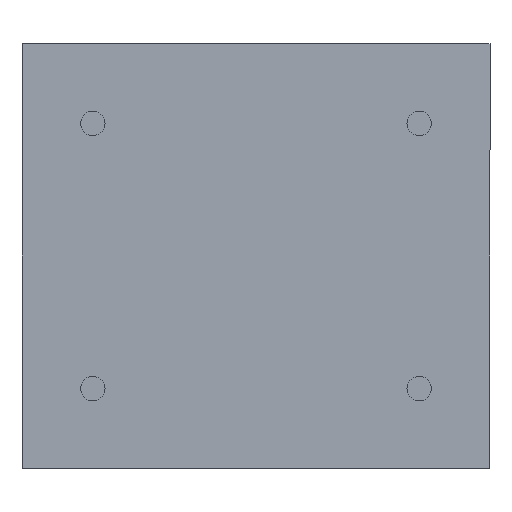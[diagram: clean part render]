
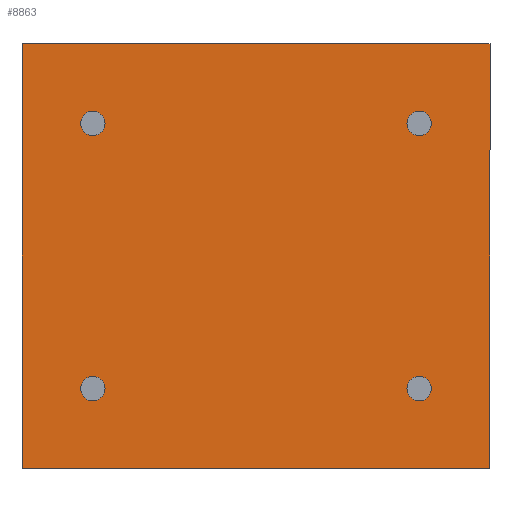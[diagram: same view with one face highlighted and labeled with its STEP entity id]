
A CAD part, front view. The second image highlights one B-rep face of the part: STEP entity #8863.
In plain terms, the highlighted planar face has unit normal (0, -1, 0).
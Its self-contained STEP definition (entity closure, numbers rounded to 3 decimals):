
#88 = FACE_BOUND ( 'NONE', #20402, .T. ) ;
#779 = CIRCLE ( 'NONE', #23052, 0.31 ) ;
#1534 = EDGE_LOOP ( 'NONE', ( #15592, #4937, #4612, #2907 ) ) ;
#1606 = CARTESIAN_POINT ( 'NONE',  ( -5.922, 0., 5.375 ) ) ;
#1607 = DIRECTION ( 'NONE',  ( 0., 0., 1. ) ) ;
#1948 = EDGE_LOOP ( 'NONE', ( #5491, #8608 ) ) ;
#2298 = CIRCLE ( 'NONE', #19378, 0.31 ) ;
#2354 = VERTEX_POINT ( 'NONE', #21815 ) ;
#2359 = DIRECTION ( 'NONE',  ( 0., 0., 1. ) ) ;
#2364 = LINE ( 'NONE', #8261, #11376 ) ;
#2645 = LINE ( 'NONE', #10335, #8482 ) ;
#2704 = CARTESIAN_POINT ( 'NONE',  ( -4.13, 0., -3.045 ) ) ;
#2907 = ORIENTED_EDGE ( 'NONE', *, *, #19492, .T. ) ;
#2944 = LINE ( 'NONE', #1606, #15887 ) ;
#3102 = VERTEX_POINT ( 'NONE', #6721 ) ;
#3685 = CARTESIAN_POINT ( 'NONE',  ( 0., 0., 0. ) ) ;
#3805 = DIRECTION ( 'NONE',  ( 0., 1., 0. ) ) ;
#3960 = EDGE_CURVE ( 'NONE', #18567, #3102, #11529, .T. ) ;
#4010 = EDGE_CURVE ( 'NONE', #2354, #18197, #2944, .T. ) ;
#4047 = DIRECTION ( 'NONE',  ( 0., 0., 1. ) ) ;
#4153 = EDGE_LOOP ( 'NONE', ( #7860, #14417 ) ) ;
#4202 = CARTESIAN_POINT ( 'NONE',  ( 4.13, 0., -3.045 ) ) ;
#4309 = CARTESIAN_POINT ( 'NONE',  ( 4.13, 0., -3.355 ) ) ;
#4612 = ORIENTED_EDGE ( 'NONE', *, *, #9381, .T. ) ;
#4937 = ORIENTED_EDGE ( 'NONE', *, *, #18085, .T. ) ;
#5050 = CARTESIAN_POINT ( 'NONE',  ( -4.13, 0., 3.355 ) ) ;
#5491 = ORIENTED_EDGE ( 'NONE', *, *, #3960, .F. ) ;
#5534 = FACE_OUTER_BOUND ( 'NONE', #1534, .T. ) ;
#5768 = FACE_BOUND ( 'NONE', #4153, .T. ) ;
#5774 = EDGE_LOOP ( 'NONE', ( #7052, #16755 ) ) ;
#6721 = CARTESIAN_POINT ( 'NONE',  ( -4.13, 0., 3.045 ) ) ;
#7034 = VERTEX_POINT ( 'NONE', #8475 ) ;
#7043 = CARTESIAN_POINT ( 'NONE',  ( -4.13, 0., -3.665 ) ) ;
#7052 = ORIENTED_EDGE ( 'NONE', *, *, #12922, .F. ) ;
#7405 = CARTESIAN_POINT ( 'NONE',  ( 5.921, 0., -5.375 ) ) ;
#7723 = AXIS2_PLACEMENT_3D ( 'NONE', #20303, #17824, #21797 ) ;
#7798 = DIRECTION ( 'NONE',  ( 0., -1., 0. ) ) ;
#7860 = ORIENTED_EDGE ( 'NONE', *, *, #20680, .F. ) ;
#8236 = EDGE_CURVE ( 'NONE', #12836, #22701, #16083, .T. ) ;
#8261 = CARTESIAN_POINT ( 'NONE',  ( -5.922, 0., -5.375 ) ) ;
#8475 = CARTESIAN_POINT ( 'NONE',  ( -5.922, 0., -5.375 ) ) ;
#8482 = VECTOR ( 'NONE', #18073, 1000. ) ;
#8538 = ORIENTED_EDGE ( 'NONE', *, *, #11421, .F. ) ;
#8608 = ORIENTED_EDGE ( 'NONE', *, *, #15454, .F. ) ;
#8761 = EDGE_CURVE ( 'NONE', #17345, #16769, #19309, .T. ) ;
#8863 = ADVANCED_FACE ( 'NONE', ( #5768, #11244, #5534, #17130, #88 ), #16751, .F. ) ;
#8923 = AXIS2_PLACEMENT_3D ( 'NONE', #15022, #13170, #19037 ) ;
#9011 = DIRECTION ( 'NONE',  ( -1., 0., 0. ) ) ;
#9140 = DIRECTION ( 'NONE',  ( 0., -1., 0. ) ) ;
#9246 = VERTEX_POINT ( 'NONE', #10908 ) ;
#9381 = EDGE_CURVE ( 'NONE', #7034, #23040, #2364, .T. ) ;
#10029 = CARTESIAN_POINT ( 'NONE',  ( -5.922, 0., 5.375 ) ) ;
#10335 = CARTESIAN_POINT ( 'NONE',  ( -5.922, 0., -5.375 ) ) ;
#10555 = AXIS2_PLACEMENT_3D ( 'NONE', #3685, #3805, #1607 ) ;
#10908 = CARTESIAN_POINT ( 'NONE',  ( 4.13, 0., -3.665 ) ) ;
#11244 = FACE_BOUND ( 'NONE', #5774, .T. ) ;
#11376 = VECTOR ( 'NONE', #15617, 1000. ) ;
#11385 = ORIENTED_EDGE ( 'NONE', *, *, #20393, .F. ) ;
#11421 = EDGE_CURVE ( 'NONE', #9246, #23568, #14377, .T. ) ;
#11529 = CIRCLE ( 'NONE', #13137, 0.31 ) ;
#12613 = AXIS2_PLACEMENT_3D ( 'NONE', #4309, #23372, #2359 ) ;
#12824 = CARTESIAN_POINT ( 'NONE',  ( 4.13, 0., 3.355 ) ) ;
#12836 = VERTEX_POINT ( 'NONE', #21441 ) ;
#12922 = EDGE_CURVE ( 'NONE', #22701, #12836, #779, .T. ) ;
#12953 = CARTESIAN_POINT ( 'NONE',  ( -4.13, 0., 3.665 ) ) ;
#13137 = AXIS2_PLACEMENT_3D ( 'NONE', #5050, #9140, #18393 ) ;
#13164 = LINE ( 'NONE', #7405, #16130 ) ;
#13170 = DIRECTION ( 'NONE',  ( 0., -1., 0. ) ) ;
#14377 = CIRCLE ( 'NONE', #15542, 0.31 ) ;
#14417 = ORIENTED_EDGE ( 'NONE', *, *, #8761, .F. ) ;
#15016 = DIRECTION ( 'NONE',  ( 0., 0., 1. ) ) ;
#15022 = CARTESIAN_POINT ( 'NONE',  ( -4.13, 0., -3.355 ) ) ;
#15361 = DIRECTION ( 'NONE',  ( 0., -1., 0. ) ) ;
#15422 = DIRECTION ( 'NONE',  ( 0., 0., 1. ) ) ;
#15454 = EDGE_CURVE ( 'NONE', #3102, #18567, #23676, .T. ) ;
#15542 = AXIS2_PLACEMENT_3D ( 'NONE', #18773, #24108, #20495 ) ;
#15592 = ORIENTED_EDGE ( 'NONE', *, *, #4010, .T. ) ;
#15617 = DIRECTION ( 'NONE',  ( 1., 0., 0. ) ) ;
#15849 = CARTESIAN_POINT ( 'NONE',  ( -4.13, 0., -3.355 ) ) ;
#15887 = VECTOR ( 'NONE', #9011, 1000. ) ;
#16083 = CIRCLE ( 'NONE', #18909, 0.31 ) ;
#16130 = VECTOR ( 'NONE', #15016, 1000. ) ;
#16751 = PLANE ( 'NONE',  #10555 ) ;
#16755 = ORIENTED_EDGE ( 'NONE', *, *, #8236, .F. ) ;
#16763 = CARTESIAN_POINT ( 'NONE',  ( 5.921, 0., -5.375 ) ) ;
#16769 = VERTEX_POINT ( 'NONE', #2704 ) ;
#17130 = FACE_BOUND ( 'NONE', #1948, .T. ) ;
#17345 = VERTEX_POINT ( 'NONE', #7043 ) ;
#17824 = DIRECTION ( 'NONE',  ( 0., -1., 0. ) ) ;
#18073 = DIRECTION ( 'NONE',  ( 0., 0., -1. ) ) ;
#18085 = EDGE_CURVE ( 'NONE', #18197, #7034, #2645, .T. ) ;
#18197 = VERTEX_POINT ( 'NONE', #10029 ) ;
#18393 = DIRECTION ( 'NONE',  ( 0., 0., 1. ) ) ;
#18567 = VERTEX_POINT ( 'NONE', #12953 ) ;
#18773 = CARTESIAN_POINT ( 'NONE',  ( 4.13, 0., -3.355 ) ) ;
#18909 = AXIS2_PLACEMENT_3D ( 'NONE', #12824, #20422, #24166 ) ;
#19037 = DIRECTION ( 'NONE',  ( 0., 0., 1. ) ) ;
#19309 = CIRCLE ( 'NONE', #8923, 0.31 ) ;
#19378 = AXIS2_PLACEMENT_3D ( 'NONE', #15849, #15361, #4047 ) ;
#19455 = CARTESIAN_POINT ( 'NONE',  ( 4.13, 0., 3.665 ) ) ;
#19492 = EDGE_CURVE ( 'NONE', #23040, #2354, #13164, .T. ) ;
#20303 = CARTESIAN_POINT ( 'NONE',  ( -4.13, 0., 3.355 ) ) ;
#20393 = EDGE_CURVE ( 'NONE', #23568, #9246, #21750, .T. ) ;
#20402 = EDGE_LOOP ( 'NONE', ( #11385, #8538 ) ) ;
#20422 = DIRECTION ( 'NONE',  ( 0., -1., 0. ) ) ;
#20495 = DIRECTION ( 'NONE',  ( 0., 0., 1. ) ) ;
#20657 = CARTESIAN_POINT ( 'NONE',  ( 4.13, 0., 3.355 ) ) ;
#20680 = EDGE_CURVE ( 'NONE', #16769, #17345, #2298, .T. ) ;
#21441 = CARTESIAN_POINT ( 'NONE',  ( 4.13, 0., 3.045 ) ) ;
#21750 = CIRCLE ( 'NONE', #12613, 0.31 ) ;
#21797 = DIRECTION ( 'NONE',  ( 0., 0., 1. ) ) ;
#21815 = CARTESIAN_POINT ( 'NONE',  ( 5.921, 0., 5.375 ) ) ;
#22701 = VERTEX_POINT ( 'NONE', #19455 ) ;
#23040 = VERTEX_POINT ( 'NONE', #16763 ) ;
#23052 = AXIS2_PLACEMENT_3D ( 'NONE', #20657, #7798, #15422 ) ;
#23372 = DIRECTION ( 'NONE',  ( 0., -1., 0. ) ) ;
#23568 = VERTEX_POINT ( 'NONE', #4202 ) ;
#23676 = CIRCLE ( 'NONE', #7723, 0.31 ) ;
#24108 = DIRECTION ( 'NONE',  ( 0., -1., 0. ) ) ;
#24166 = DIRECTION ( 'NONE',  ( 0., 0., 1. ) ) ;
